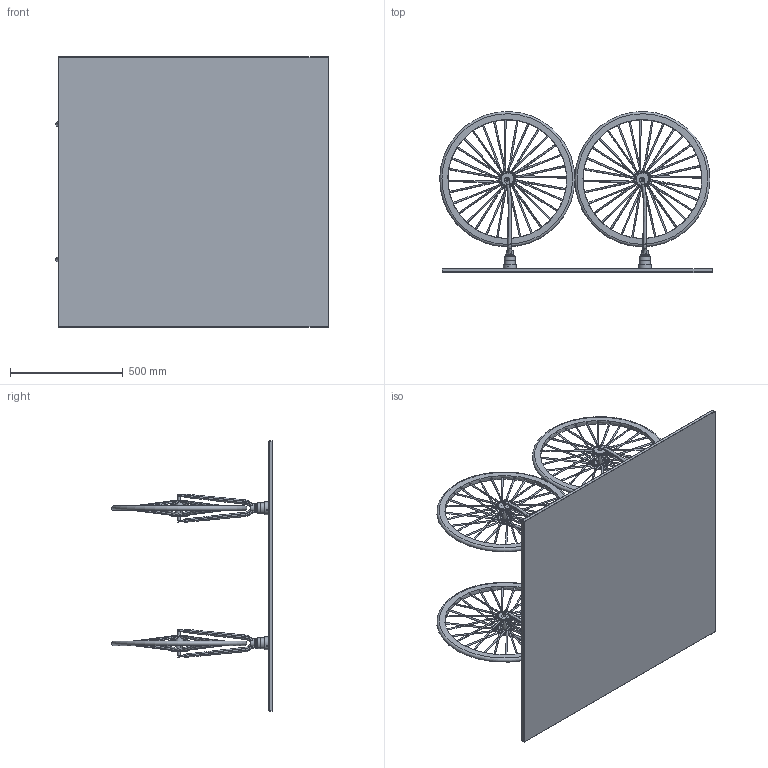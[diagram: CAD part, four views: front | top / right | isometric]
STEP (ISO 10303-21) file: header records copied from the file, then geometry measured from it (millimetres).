
FILE_DESCRIPTION(/* description */ (''),/* implementation_level */ '2;1');
FILE_NAME(/* name */ 'COMPLEMENTI D''F3010TA150TR10.stp',/* time_stamp */ '2020-02-06T10:48:08+01:00',/* author */ ('sghezzi'),/* organization */ (''),/* preprocessor_version */ 'ST-DEVELOPER v17.2',/* originating_system */ 'Autodesk Inventor 2019',/* authorisation */ '');
FILE_SCHEMA (('AUTOMOTIVE_DESIGN { 1 0 10303 214 3 1 1 }'));
Length unit declared in the file: millimetre
Products named in the file (7): 3005; PIANO C-PLATORELLI; 025135000 PIANO VETRO 1200X1200X15mm; 025135000 PLATORELLO PER PIANO; RUOTA; 011014100 FORCELLA; 011014000 BOCCOLA PER FORCELLA
Assembly tree (18 placements, depth 3):
  3005
    PIANO C-PLATORELLI
      025135000 PIANO VETRO 1200X1200X15mm
      025135000 PLATORELLO PER PIANO  x4
    RUOTA  x4
    011014100 FORCELLA  x4
    011014000 BOCCOLA PER FORCELLA  x4
Bounding box: 1210.26 x 713.48 x 1200 mm (x, y, z)
Volume: 28617492.7 mm3; surface area: 4624126.6 mm2
Topology: 17 solids, 17 shells, 958 faces, 3380 edges, 2308 vertices
Faces by surface type: bspline 324, cylinder 296, plane 286, torus 44, cone 8
Full cylindrical faces by diameter (mm): 6 x64, 12 x8, 24 x4, 28 x4, 30 x4, 37 x4, 42 x4, 44 x4, 48 x8, 58 x4, 70 x8, 528 x4
Entity records: 15646 total; most frequent: CARTESIAN_POINT 7606, ORIENTED_EDGE 1760, DIRECTION 1647, EDGE_CURVE 880, AXIS2_PLACEMENT_3D 741, VERTEX_POINT 593, CIRCLE 327, EDGE_LOOP 319
